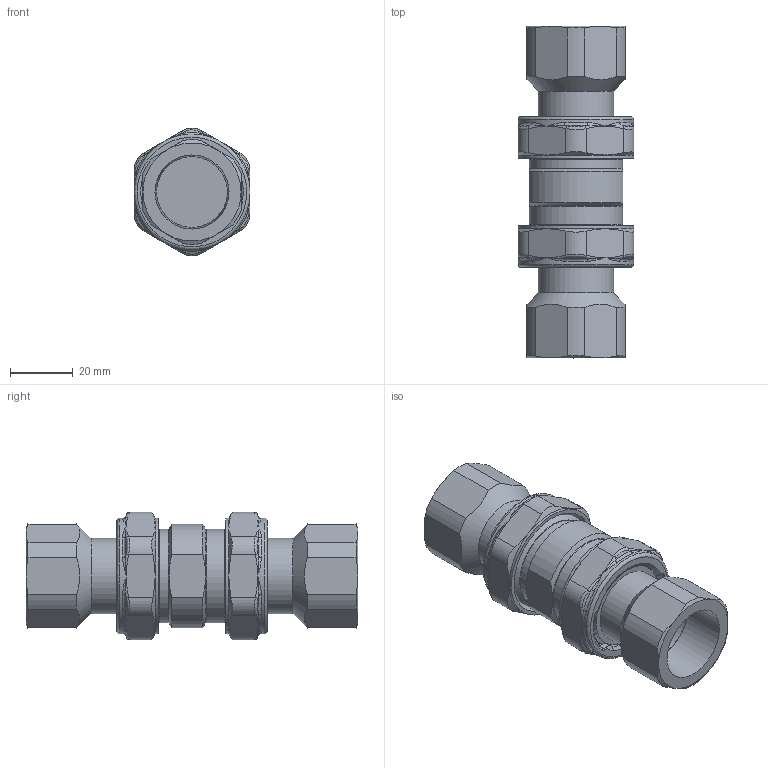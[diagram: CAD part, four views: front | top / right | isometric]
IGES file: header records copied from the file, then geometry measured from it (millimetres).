
Global section: file name: 304753A_Simplify_1; native system: Autodesk Inventor 2025; preprocessor: unknown; author: ischreiner; date: 20250821.151709; units: inch
Bounding box: 37 x 106.04 x 40.7 mm (x, y, z)
Volume: 59863.6 mm3; surface area: 25781.7 mm2
Topology: 3 solids, 3 shells, 306 faces, 773 edges, 451 vertices
Faces by surface type: bspline 306
